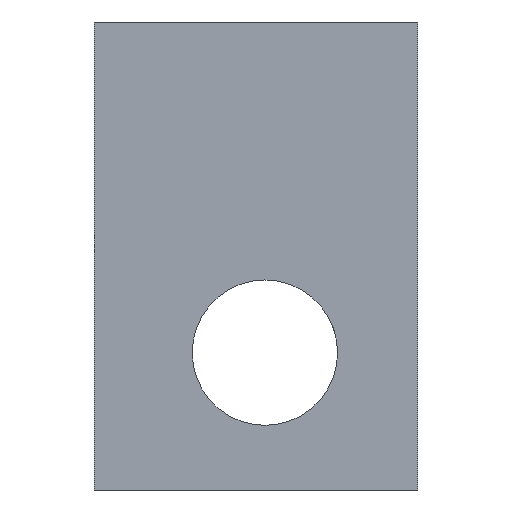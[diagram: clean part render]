
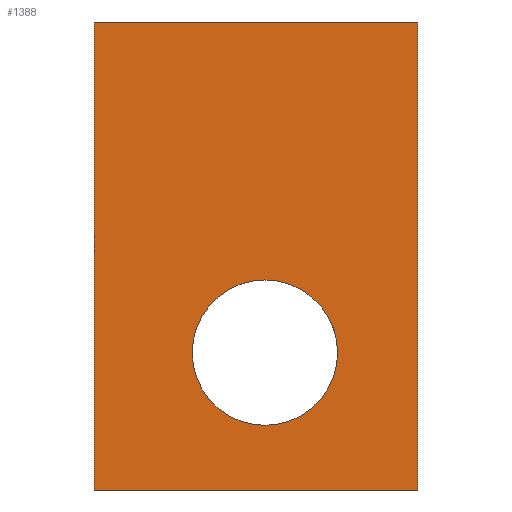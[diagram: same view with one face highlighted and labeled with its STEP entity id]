
A CAD part, front view. The second image highlights one B-rep face of the part: STEP entity #1388.
In plain terms, the highlighted planar face has unit normal (0, -1, 0).
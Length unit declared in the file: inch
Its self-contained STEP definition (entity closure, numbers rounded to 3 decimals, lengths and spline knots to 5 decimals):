
#50=PLANE('',#1586);
#94=FACE_BOUND('',#308,.T.);
#197=FACE_OUTER_BOUND('',#307,.T.);
#307=EDGE_LOOP('',(#1285,#1286,#1287,#1288));
#308=EDGE_LOOP('',(#1289,#1290));
#352=LINE('',#2876,#407);
#356=LINE('',#2884,#411);
#359=LINE('',#2890,#414);
#362=LINE('',#2895,#417);
#407=VECTOR('',#1978,0.3937);
#411=VECTOR('',#1984,0.3937);
#414=VECTOR('',#1989,0.3937);
#417=VECTOR('',#1994,0.3937);
#467=CIRCLE('',#1482,0.28125);
#468=CIRCLE('',#1483,0.28125);
#596=VERTEX_POINT('',#2458);
#597=VERTEX_POINT('',#2459);
#677=VERTEX_POINT('',#2874);
#678=VERTEX_POINT('',#2875);
#681=VERTEX_POINT('',#2883);
#683=VERTEX_POINT('',#2889);
#775=EDGE_CURVE('',#596,#597,#467,.T.);
#776=EDGE_CURVE('',#597,#596,#468,.T.);
#875=EDGE_CURVE('',#677,#678,#352,.T.);
#879=EDGE_CURVE('',#681,#677,#356,.T.);
#882=EDGE_CURVE('',#683,#681,#359,.T.);
#885=EDGE_CURVE('',#678,#683,#362,.T.);
#1285=ORIENTED_EDGE('',*,*,#885,.F.);
#1286=ORIENTED_EDGE('',*,*,#875,.F.);
#1287=ORIENTED_EDGE('',*,*,#879,.F.);
#1288=ORIENTED_EDGE('',*,*,#882,.F.);
#1289=ORIENTED_EDGE('',*,*,#775,.T.);
#1290=ORIENTED_EDGE('',*,*,#776,.T.);
#1388=ADVANCED_FACE('',(#197,#94),#50,.F.);
#1482=AXIS2_PLACEMENT_3D('',#2460,#1747,#1748);
#1483=AXIS2_PLACEMENT_3D('',#2461,#1749,#1750);
#1586=AXIS2_PLACEMENT_3D('',#2898,#1998,#1999);
#1747=DIRECTION('center_axis',(0.,1.,0.));
#1748=DIRECTION('ref_axis',(1.,0.,0.));
#1749=DIRECTION('center_axis',(0.,1.,0.));
#1750=DIRECTION('ref_axis',(1.,0.,0.));
#1978=DIRECTION('',(0.,0.,1.));
#1984=DIRECTION('',(-1.,0.,0.));
#1989=DIRECTION('',(0.,0.,-1.));
#1994=DIRECTION('',(1.,0.,0.));
#1998=DIRECTION('center_axis',(0.,1.,0.));
#1999=DIRECTION('ref_axis',(0.,0.,1.));
#2458=CARTESIAN_POINT('',(0.9407,0.,-1.27953));
#2459=CARTESIAN_POINT('',(0.3782,0.,-1.27953));
#2460=CARTESIAN_POINT('Origin',(0.65945,0.,-1.27953));
#2461=CARTESIAN_POINT('Origin',(0.65945,0.,-1.27953));
#2874=CARTESIAN_POINT('',(0.,0.,-1.81102));
#2875=CARTESIAN_POINT('',(0.,0.,0.));
#2876=CARTESIAN_POINT('',(0.,0.,-1.81102));
#2883=CARTESIAN_POINT('',(1.25,0.,-1.81102));
#2884=CARTESIAN_POINT('',(1.25,0.,-1.81102));
#2889=CARTESIAN_POINT('',(1.25,0.,0.));
#2890=CARTESIAN_POINT('',(1.25,0.,0.));
#2895=CARTESIAN_POINT('',(0.,0.,0.));
#2898=CARTESIAN_POINT('Origin',(0.625,0.,-0.90551));
